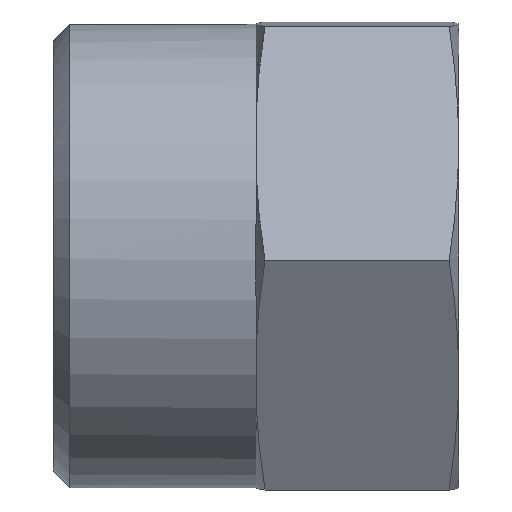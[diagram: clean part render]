
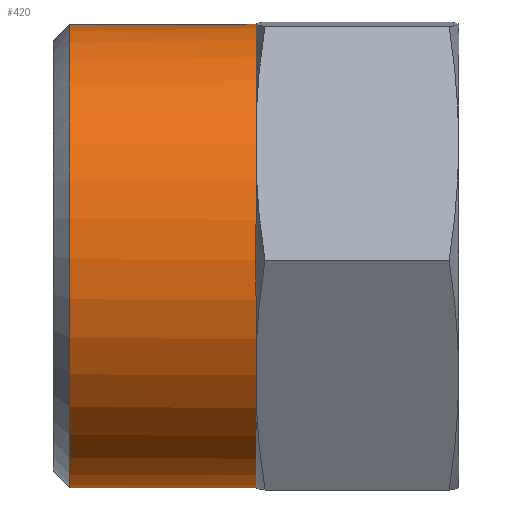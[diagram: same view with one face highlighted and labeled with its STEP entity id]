
A CAD part, left-side view. The second image highlights one B-rep face of the part: STEP entity #420.
In plain terms, the highlighted cylindrical face has radius 6.975 mm (diameter 13.95 mm), a full revolution.
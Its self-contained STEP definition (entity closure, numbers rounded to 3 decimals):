
#70=CYLINDRICAL_SURFACE('',#462,6.975);
#91=FACE_BOUND('',#146,.T.);
#112=FACE_OUTER_BOUND('',#145,.T.);
#145=EDGE_LOOP('',(#347,#348,#349,#350,#351,#352));
#146=EDGE_LOOP('',(#353));
#173=CIRCLE('',#461,6.975);
#174=CIRCLE('',#463,6.975);
#175=CIRCLE('',#464,6.975);
#176=CIRCLE('',#465,6.975);
#177=CIRCLE('',#466,6.975);
#178=CIRCLE('',#467,6.975);
#179=CIRCLE('',#468,6.975);
#212=VERTEX_POINT('',#707);
#213=VERTEX_POINT('',#713);
#214=VERTEX_POINT('',#718);
#215=VERTEX_POINT('',#723);
#216=VERTEX_POINT('',#728);
#217=VERTEX_POINT('',#733);
#218=VERTEX_POINT('',#736);
#267=EDGE_CURVE('',#217,#217,#173,.T.);
#268=EDGE_CURVE('',#215,#218,#174,.T.);
#269=EDGE_CURVE('',#212,#215,#175,.T.);
#270=EDGE_CURVE('',#213,#212,#176,.T.);
#271=EDGE_CURVE('',#214,#213,#177,.T.);
#272=EDGE_CURVE('',#216,#214,#178,.T.);
#273=EDGE_CURVE('',#218,#216,#179,.T.);
#347=ORIENTED_EDGE('',*,*,#268,.F.);
#348=ORIENTED_EDGE('',*,*,#269,.F.);
#349=ORIENTED_EDGE('',*,*,#270,.F.);
#350=ORIENTED_EDGE('',*,*,#271,.F.);
#351=ORIENTED_EDGE('',*,*,#272,.F.);
#352=ORIENTED_EDGE('',*,*,#273,.F.);
#353=ORIENTED_EDGE('',*,*,#267,.F.);
#420=ADVANCED_FACE('',(#112,#91),#70,.T.);
#461=AXIS2_PLACEMENT_3D('',#734,#555,#556);
#462=AXIS2_PLACEMENT_3D('',#735,#557,#558);
#463=AXIS2_PLACEMENT_3D('',#737,#559,#560);
#464=AXIS2_PLACEMENT_3D('',#738,#561,#562);
#465=AXIS2_PLACEMENT_3D('',#739,#563,#564);
#466=AXIS2_PLACEMENT_3D('',#740,#565,#566);
#467=AXIS2_PLACEMENT_3D('',#741,#567,#568);
#468=AXIS2_PLACEMENT_3D('',#742,#569,#570);
#555=DIRECTION('center_axis',(0.,1.,0.));
#556=DIRECTION('ref_axis',(-1.,0.,0.));
#557=DIRECTION('center_axis',(0.,1.,0.));
#558=DIRECTION('ref_axis',(-1.,0.,0.));
#559=DIRECTION('center_axis',(0.,-1.,0.));
#560=DIRECTION('ref_axis',(-1.,0.,0.));
#561=DIRECTION('center_axis',(0.,-1.,0.));
#562=DIRECTION('ref_axis',(-1.,0.,0.));
#563=DIRECTION('center_axis',(0.,-1.,0.));
#564=DIRECTION('ref_axis',(-1.,0.,0.));
#565=DIRECTION('center_axis',(0.,-1.,0.));
#566=DIRECTION('ref_axis',(-1.,0.,0.));
#567=DIRECTION('center_axis',(0.,-1.,0.));
#568=DIRECTION('ref_axis',(-1.,0.,0.));
#569=DIRECTION('center_axis',(0.,-1.,0.));
#570=DIRECTION('ref_axis',(-1.,0.,0.));
#707=CARTESIAN_POINT('',(0.117,6.1,-6.974));
#713=CARTESIAN_POINT('',(-5.981,6.1,-3.589));
#718=CARTESIAN_POINT('',(-6.098,6.1,3.385));
#723=CARTESIAN_POINT('',(6.098,6.1,-3.385));
#728=CARTESIAN_POINT('',(-0.117,6.1,6.974));
#733=CARTESIAN_POINT('',(6.975,11.7,0.));
#734=CARTESIAN_POINT('Origin',(0.,11.7,0.));
#735=CARTESIAN_POINT('Origin',(0.,6.1,0.));
#736=CARTESIAN_POINT('',(5.981,6.1,3.589));
#737=CARTESIAN_POINT('Origin',(0.,6.1,0.));
#738=CARTESIAN_POINT('Origin',(0.,6.1,0.));
#739=CARTESIAN_POINT('Origin',(0.,6.1,0.));
#740=CARTESIAN_POINT('Origin',(0.,6.1,0.));
#741=CARTESIAN_POINT('Origin',(0.,6.1,0.));
#742=CARTESIAN_POINT('Origin',(0.,6.1,0.));
